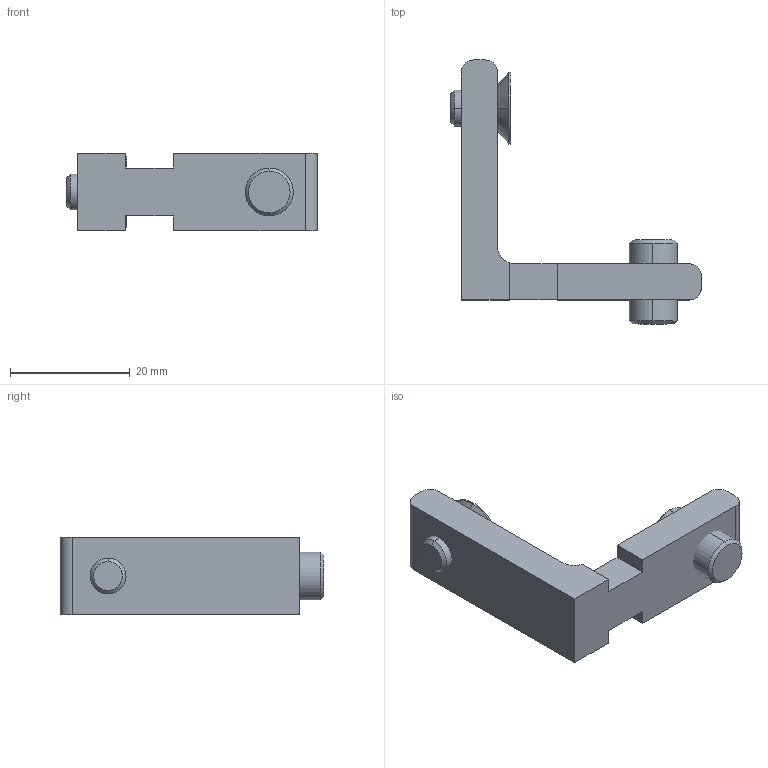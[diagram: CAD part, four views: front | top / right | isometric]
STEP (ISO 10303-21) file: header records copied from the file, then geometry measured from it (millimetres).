
FILE_DESCRIPTION (( 'STEP AP203' ), '1' );
FILE_NAME ('084.307.009.STEP', '2016-03-10T13:26:02', ( '' ), ( '' ), 'SwSTEP 2.0', 'SolidWorks 2016', '' );
FILE_SCHEMA (( 'CONFIG_CONTROL_DESIGN' ));
Length unit declared in the file: millimetre
Products named in the file (4): 084.307.009; GRANI A PUNTA PIATTA UNI 5923_M8X14; VITI TSEI UNI 5933_M6x10 UNI 5933
Assembly tree (3 placements, depth 2):
  084.307.009
    084.307.009
    VITI TSEI UNI 5933_M6x10 UNI 5933
    GRANI A PUNTA PIATTA UNI 5923_M8X14
Bounding box: 41.79 x 44.01 x 13 mm (x, y, z)
Volume: 6110.5 mm3; surface area: 3901.9 mm2
Topology: 3 solids, 3 shells, 59 faces, 141 edges, 90 vertices
Faces by surface type: plane 34, cylinder 15, cone 10
Entity records: 2121 total; most frequent: DIRECTION 311, CARTESIAN_POINT 296, ORIENTED_EDGE 282, EDGE_CURVE 141, AXIS2_PLACEMENT_3D 105, LINE 101, VECTOR 101, VERTEX_POINT 90
